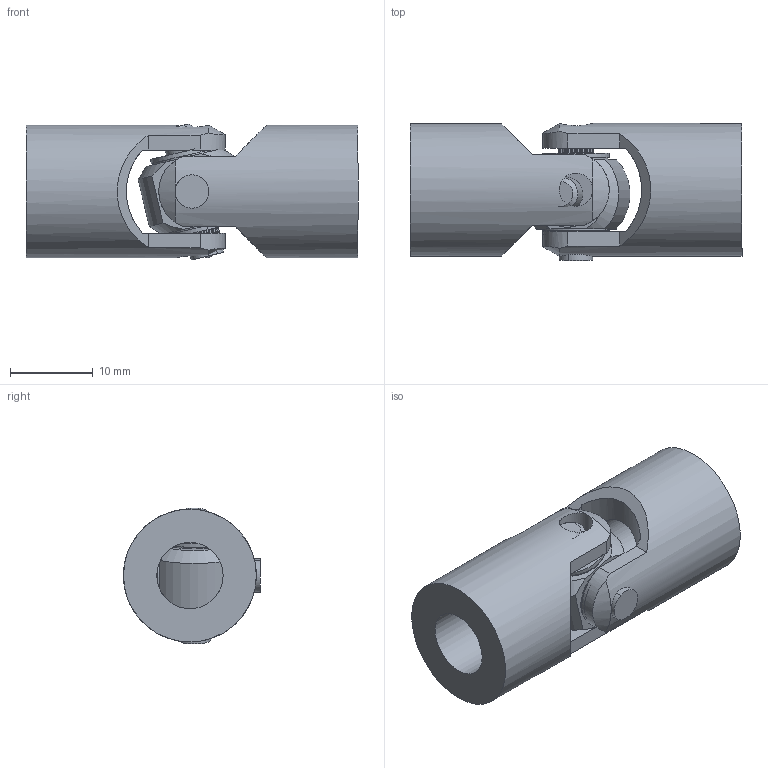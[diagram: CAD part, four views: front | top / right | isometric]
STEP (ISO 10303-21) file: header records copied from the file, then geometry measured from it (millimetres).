
FILE_DESCRIPTION(/* description */ ('Alibre Inc.'),/* implementation_level */ '2;1');
FILE_NAME(/* name */ 'export0',/* time_stamp */ '2012-08-13T11:14:34+02:00',/* author */ (''),/* organization */ (''),/* preprocessor_version */ 'ST-DEVELOPER v12',/* originating_system */ 'Alibre',/* authorisation */ '');
FILE_SCHEMA (('CONFIG_CONTROL_DESIGN'));
Length unit declared in the file: millimetre
Products named in the file (4): ID_1
Bounding box: 40 x 16.5 x 16.38 mm (x, y, z)
Volume: 5624.1 mm3; surface area: 4712.2 mm2
Topology: 10 solids, 10 shells, 416 faces, 996 edges, 658 vertices
Faces by surface type: plane 280, cylinder 114, cone 22
Full cylindrical faces by diameter (mm): 4 x4, 8 x2, 16 x2
Entity records: 12611 total; most frequent: CARTESIAN_POINT 2643, ORIENTED_EDGE 1960, DIRECTION 1830, EDGE_CURVE 980, AXIS2_PLACEMENT_3D 765, VERTEX_POINT 650, VECTOR 576, LINE 576
